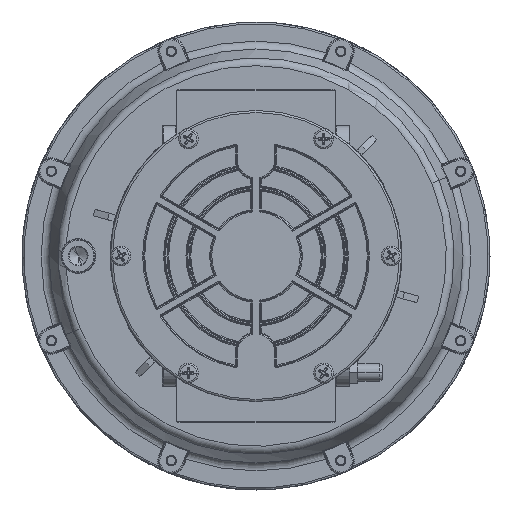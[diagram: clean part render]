
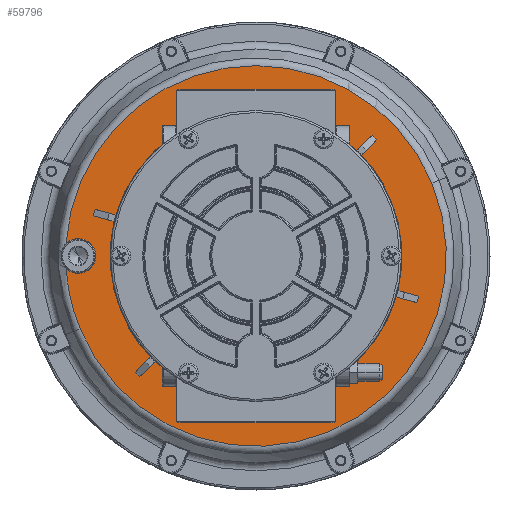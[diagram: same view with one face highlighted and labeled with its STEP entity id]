
A CAD part, front view. The second image highlights one B-rep face of the part: STEP entity #59796.
In plain terms, the highlighted face is planar.
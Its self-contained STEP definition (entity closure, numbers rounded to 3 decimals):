
#51953=CARTESIAN_POINT('',(-40.547,-82.038,0.));
#51975=CARTESIAN_POINT('',(-29.338,-86.681,0.));
#51987=CARTESIAN_POINT('',(-32.719,-78.992,0.));
#51988=DIRECTION('',(0.,0.,-1.));
#51989=DIRECTION('',(-0.932,-0.363,0.));
#51990=AXIS2_PLACEMENT_3D('',#51987,#51988,#51989);
#52128=CARTESIAN_POINT('',(0.,0.,0.));
#52129=DIRECTION('',(0.,0.,-1.));
#52130=DIRECTION('',(-0.593,-0.805,0.));
#52131=AXIS2_PLACEMENT_3D('',#52128,#52129,#52130);
#52133=DIRECTION('',(0.609,0.793,0.));
#52134=VECTOR('',#52133,10.302);
#52135=CARTESIAN_POINT('',(-47.726,-64.826,0.));
#52136=LINE('',#52135,#52134);
#52137=DIRECTION('',(-0.383,0.924,0.));
#52138=VECTOR('',#52137,10.302);
#52139=CARTESIAN_POINT('',(29.322,-74.97,0.));
#52140=LINE('',#52139,#52138);
#52141=CARTESIAN_POINT('',(0.,0.,0.));
#52142=DIRECTION('',(0.,0.,-1.));
#52143=DIRECTION('',(0.401,-0.916,0.));
#52144=AXIS2_PLACEMENT_3D('',#52141,#52142,#52143);
#52146=DIRECTION('',(-0.383,0.924,0.));
#52147=VECTOR('',#52146,10.302);
#52148=CARTESIAN_POINT('',(32.278,-73.745,0.));
#52149=LINE('',#52148,#52147);
#52150=DIRECTION('',(-0.609,-0.793,0.));
#52151=VECTOR('',#52150,10.302);
#52152=CARTESIAN_POINT('',(50.265,62.878,0.));
#52153=LINE('',#52152,#52151);
#52154=CARTESIAN_POINT('',(0.,0.,0.));
#52155=DIRECTION('',(0.,0.,-1.));
#52156=DIRECTION('',(0.593,0.805,0.));
#52157=AXIS2_PLACEMENT_3D('',#52154,#52155,#52156);
#52159=DIRECTION('',(-0.609,-0.793,0.));
#52160=VECTOR('',#52159,10.302);
#52161=CARTESIAN_POINT('',(47.726,64.826,0.));
#52162=LINE('',#52161,#52160);
#52163=DIRECTION('',(0.383,-0.924,0.));
#52164=VECTOR('',#52163,10.302);
#52165=CARTESIAN_POINT('',(-29.322,74.97,0.));
#52166=LINE('',#52165,#52164);
#52167=CARTESIAN_POINT('',(0.,0.,0.));
#52168=DIRECTION('',(0.,0.,-1.));
#52169=DIRECTION('',(-0.401,0.916,0.));
#52170=AXIS2_PLACEMENT_3D('',#52167,#52168,#52169);
#52172=DIRECTION('',(0.383,-0.924,0.));
#52173=VECTOR('',#52172,10.302);
#52174=CARTESIAN_POINT('',(-32.278,73.745,0.));
#52175=LINE('',#52174,#52173);
#52176=DIRECTION('',(0.609,0.793,0.));
#52177=VECTOR('',#52176,10.302);
#52178=CARTESIAN_POINT('',(-50.265,-62.878,0.));
#52179=LINE('',#52178,#52177);
#52180=CARTESIAN_POINT('',(0.,0.,0.));
#52181=DIRECTION('',(0.,0.,1.));
#52182=DIRECTION('',(0.,1.,0.));
#52183=AXIS2_PLACEMENT_3D('',#52180,#52181,#52182);
#52185=CARTESIAN_POINT('',(0.,0.,0.));
#52186=DIRECTION('',(0.,0.,1.));
#52187=DIRECTION('',(0.,-1.,0.));
#52188=AXIS2_PLACEMENT_3D('',#52185,#52186,#52187);
#52190=CARTESIAN_POINT('',(0.,0.,0.));
#52191=DIRECTION('',(0.,0.,1.));
#52192=DIRECTION('',(-0.321,-0.947,0.));
#52193=AXIS2_PLACEMENT_3D('',#52190,#52191,#52192);
#52216=CARTESIAN_POINT('',(0.,0.,0.));
#52217=DIRECTION('',(0.,0.,1.));
#52218=DIRECTION('',(-0.591,-0.807,0.));
#52219=AXIS2_PLACEMENT_3D('',#52216,#52217,#52218);
#52221=CARTESIAN_POINT('',(0.,0.,0.));
#52222=DIRECTION('',(0.,0.,1.));
#52223=DIRECTION('',(-0.404,0.915,0.));
#52224=AXIS2_PLACEMENT_3D('',#52221,#52222,#52223);
#52226=CARTESIAN_POINT('',(0.,0.,0.));
#52227=DIRECTION('',(0.,0.,1.));
#52228=DIRECTION('',(0.,1.,0.));
#52229=AXIS2_PLACEMENT_3D('',#52226,#52227,#52228);
#52294=CARTESIAN_POINT('',(0.,0.,0.));
#52295=DIRECTION('',(0.,0.,-1.));
#52296=DIRECTION('',(0.,1.,0.));
#52297=AXIS2_PLACEMENT_3D('',#52294,#52295,#52296);
#52299=CARTESIAN_POINT('',(0.,0.,0.));
#52300=DIRECTION('',(0.,0.,-1.));
#52301=DIRECTION('',(0.627,0.779,0.));
#52302=AXIS2_PLACEMENT_3D('',#52299,#52300,#52301);
#52304=CARTESIAN_POINT('',(0.,0.,0.));
#52305=DIRECTION('',(0.,0.,-1.));
#52306=DIRECTION('',(0.362,-0.932,0.));
#52307=AXIS2_PLACEMENT_3D('',#52304,#52305,#52306);
#54274=CARTESIAN_POINT('',(0.,70.2,0.));
#54276=VERTEX_POINT('',#54274);
#54302=CARTESIAN_POINT('',(0.,-70.2,0.));
#54304=VERTEX_POINT('',#54302);
#54330=CARTESIAN_POINT('',(0.,-91.512,0.));
#54331=CARTESIAN_POINT('',(0.,91.512,0.));
#54332=VERTEX_POINT('',#54330);
#54333=VERTEX_POINT('',#54331);
#54612=CARTESIAN_POINT('',(32.278,-73.745,0.));
#54613=CARTESIAN_POINT('',(29.322,-74.97,0.));
#54614=VERTEX_POINT('',#54612);
#54615=VERTEX_POINT('',#54613);
#54616=CARTESIAN_POINT('',(25.379,-65.452,0.));
#54617=VERTEX_POINT('',#54616);
#54618=CARTESIAN_POINT('',(28.336,-64.227,0.));
#54619=VERTEX_POINT('',#54618);
#54628=CARTESIAN_POINT('',(47.726,64.826,0.));
#54629=CARTESIAN_POINT('',(50.265,62.878,0.));
#54630=VERTEX_POINT('',#54628);
#54631=VERTEX_POINT('',#54629);
#54632=CARTESIAN_POINT('',(43.993,54.705,0.));
#54633=VERTEX_POINT('',#54632);
#54634=CARTESIAN_POINT('',(41.455,56.653,0.));
#54635=VERTEX_POINT('',#54634);
#54644=CARTESIAN_POINT('',(-32.278,73.745,0.));
#54645=CARTESIAN_POINT('',(-29.322,74.97,0.));
#54646=VERTEX_POINT('',#54644);
#54647=VERTEX_POINT('',#54645);
#54648=CARTESIAN_POINT('',(-25.379,65.452,0.));
#54649=VERTEX_POINT('',#54648);
#54650=CARTESIAN_POINT('',(-28.336,64.227,0.));
#54651=VERTEX_POINT('',#54650);
#54660=CARTESIAN_POINT('',(-47.726,-64.826,0.));
#54661=CARTESIAN_POINT('',(-50.265,-62.878,0.));
#54662=VERTEX_POINT('',#54660);
#54663=VERTEX_POINT('',#54661);
#54664=CARTESIAN_POINT('',(-43.993,-54.705,0.));
#54665=VERTEX_POINT('',#54664);
#54666=CARTESIAN_POINT('',(-41.455,-56.653,0.));
#54667=VERTEX_POINT('',#54666);
#55091=VERTEX_POINT('',#51953);
#55094=VERTEX_POINT('',#51975);
#59746=CARTESIAN_POINT('',(0.,0.,0.));
#59747=DIRECTION('',(0.,0.,1.));
#59748=DIRECTION('',(0.,1.,0.));
#59749=AXIS2_PLACEMENT_3D('',#59746,#59747,#59748);
#59750=PLANE('',#59749);
#59751=ORIENTED_EDGE('',*,*,#59513,.F.);
#59752=ORIENTED_EDGE('',*,*,#59368,.F.);
#59754=ORIENTED_EDGE('',*,*,#59753,.F.);
#59755=ORIENTED_EDGE('',*,*,#59361,.F.);
#59756=EDGE_LOOP('',(#59751,#59752,#59754,#59755));
#59757=FACE_OUTER_BOUND('',#59756,.F.);
#59759=ORIENTED_EDGE('',*,*,#59758,.F.);
#59761=ORIENTED_EDGE('',*,*,#59760,.T.);
#59763=ORIENTED_EDGE('',*,*,#59762,.T.);
#59765=ORIENTED_EDGE('',*,*,#59764,.F.);
#59767=ORIENTED_EDGE('',*,*,#59766,.F.);
#59769=ORIENTED_EDGE('',*,*,#59768,.F.);
#59771=ORIENTED_EDGE('',*,*,#59770,.T.);
#59773=ORIENTED_EDGE('',*,*,#59772,.F.);
#59775=ORIENTED_EDGE('',*,*,#59774,.F.);
#59777=ORIENTED_EDGE('',*,*,#59776,.F.);
#59779=ORIENTED_EDGE('',*,*,#59778,.T.);
#59781=ORIENTED_EDGE('',*,*,#59780,.F.);
#59783=ORIENTED_EDGE('',*,*,#59782,.T.);
#59785=ORIENTED_EDGE('',*,*,#59784,.F.);
#59787=ORIENTED_EDGE('',*,*,#59786,.F.);
#59789=ORIENTED_EDGE('',*,*,#59788,.T.);
#59791=ORIENTED_EDGE('',*,*,#59790,.T.);
#59793=ORIENTED_EDGE('',*,*,#59792,.F.);
#59794=EDGE_LOOP('',(#59759,#59761,#59763,#59765,#59767,#59769,#59771,#59773,
#59775,#59777,#59779,#59781,#59783,#59785,#59787,#59789,#59791,#59793));
#59795=FACE_BOUND('',#59794,.F.);
#59796=ADVANCED_FACE('',(#59757,#59795),#59750,.T.);
#51991=CIRCLE('',#51990,8.4);
#52132=CIRCLE('',#52131,80.5);
#52145=CIRCLE('',#52144,80.5);
#52158=CIRCLE('',#52157,80.5);
#52171=CIRCLE('',#52170,80.5);
#52184=CIRCLE('',#52183,91.512);
#52189=CIRCLE('',#52188,91.512);
#52194=CIRCLE('',#52193,91.512);
#52220=CIRCLE('',#52219,70.2);
#52225=CIRCLE('',#52224,70.2);
#52230=CIRCLE('',#52229,70.2);
#52298=CIRCLE('',#52297,70.2);
#52303=CIRCLE('',#52302,70.2);
#52308=CIRCLE('',#52307,70.2);
#59361=EDGE_CURVE('',#55094,#54332,#52194,.T.);
#59368=EDGE_CURVE('',#54333,#55091,#52184,.T.);
#59513=EDGE_CURVE('',#55091,#55094,#51991,.T.);
#59753=EDGE_CURVE('',#54332,#54333,#52189,.T.);
#59758=EDGE_CURVE('',#54662,#54663,#52132,.T.);
#59760=EDGE_CURVE('',#54662,#54667,#52136,.T.);
#59762=EDGE_CURVE('',#54667,#54304,#52220,.T.);
#59764=EDGE_CURVE('',#54617,#54304,#52308,.T.);
#59766=EDGE_CURVE('',#54615,#54617,#52140,.T.);
#59768=EDGE_CURVE('',#54614,#54615,#52145,.T.);
#59770=EDGE_CURVE('',#54614,#54619,#52149,.T.);
#59772=EDGE_CURVE('',#54633,#54619,#52303,.T.);
#59774=EDGE_CURVE('',#54631,#54633,#52153,.T.);
#59776=EDGE_CURVE('',#54630,#54631,#52158,.T.);
#59778=EDGE_CURVE('',#54630,#54635,#52162,.T.);
#59780=EDGE_CURVE('',#54276,#54635,#52298,.T.);
#59782=EDGE_CURVE('',#54276,#54649,#52230,.T.);
#59784=EDGE_CURVE('',#54647,#54649,#52166,.T.);
#59786=EDGE_CURVE('',#54646,#54647,#52171,.T.);
#59788=EDGE_CURVE('',#54646,#54651,#52175,.T.);
#59790=EDGE_CURVE('',#54651,#54665,#52225,.T.);
#59792=EDGE_CURVE('',#54663,#54665,#52179,.T.);
